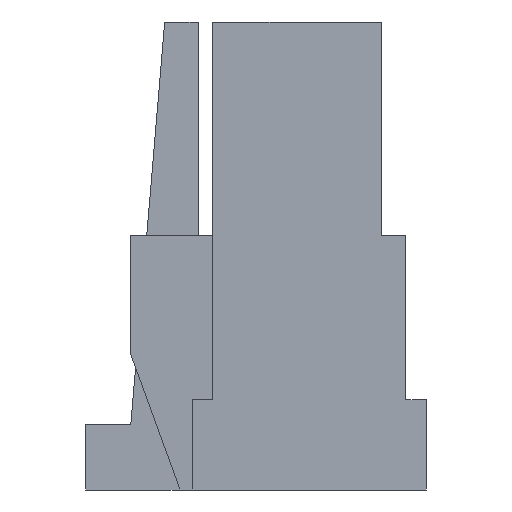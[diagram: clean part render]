
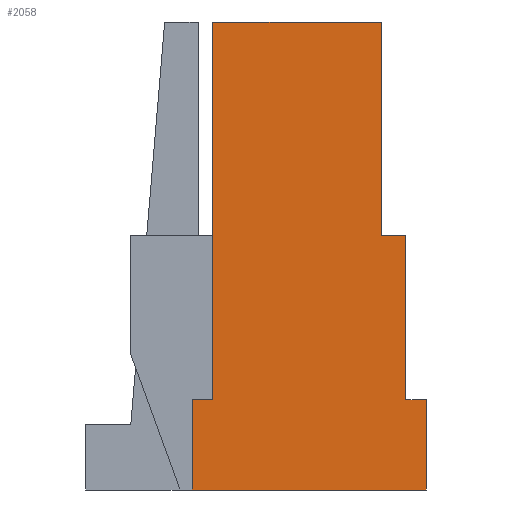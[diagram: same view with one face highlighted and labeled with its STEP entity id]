
A CAD part, left-side view. The second image highlights one B-rep face of the part: STEP entity #2058.
In plain terms, the highlighted planar face has unit normal (-1, 0, 0).
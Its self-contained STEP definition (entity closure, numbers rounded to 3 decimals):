
#22 = CARTESIAN_POINT ( 'NONE',  ( -9.958, 0.133, 6.525 ) ) ;
#25 = CARTESIAN_POINT ( 'NONE',  ( -9.958, 0.133, 7.625 ) ) ;
#30 = CARTESIAN_POINT ( 'NONE',  ( -9.958, -0.117, 12.225 ) ) ;
#48 = DIRECTION ( 'NONE',  ( 0., -1., 0. ) ) ;
#51 = CARTESIAN_POINT ( 'NONE',  ( -9.958, -1.417, 7.625 ) ) ;
#52 = DIRECTION ( 'NONE',  ( 0., -1., 0. ) ) ;
#146 = CARTESIAN_POINT ( 'NONE',  ( -9.958, -2.717, 6.525 ) ) ;
#158 = CARTESIAN_POINT ( 'NONE',  ( -9.958, -2.167, 9.625 ) ) ;
#178 = CARTESIAN_POINT ( 'NONE',  ( -9.958, -2.467, 9.625 ) ) ;
#182 = VERTEX_POINT ( 'NONE', #3311 ) ;
#183 = VERTEX_POINT ( 'NONE', #2789 ) ;
#184 = VERTEX_POINT ( 'NONE', #3310 ) ;
#193 = VERTEX_POINT ( 'NONE', #2788 ) ;
#232 = VERTEX_POINT ( 'NONE', #22 ) ;
#235 = VERTEX_POINT ( 'NONE', #25 ) ;
#240 = VERTEX_POINT ( 'NONE', #30 ) ;
#246 = LINE ( 'NONE', #623, #522 ) ;
#271 = VERTEX_POINT ( 'NONE', #146 ) ;
#283 = VERTEX_POINT ( 'NONE', #158 ) ;
#303 = VERTEX_POINT ( 'NONE', #178 ) ;
#373 = LINE ( 'NONE', #1930, #380 ) ;
#380 = VECTOR ( 'NONE', #1938, 1000. ) ;
#400 = EDGE_CURVE ( 'NONE', #303, #283, #246, .T. ) ;
#419 = EDGE_CURVE ( 'NONE', #240, #184, #555, .T. ) ;
#421 = EDGE_CURVE ( 'NONE', #182, #183, #563, .T. ) ;
#463 = EDGE_CURVE ( 'NONE', #193, #240, #373, .T. ) ;
#519 = EDGE_CURVE ( 'NONE', #184, #283, #2491, .T. ) ;
#521 = EDGE_CURVE ( 'NONE', #303, #182, #2495, .T. ) ;
#522 = VECTOR ( 'NONE', #625, 1000. ) ;
#555 = LINE ( 'NONE', #650, #562 ) ;
#562 = VECTOR ( 'NONE', #48, 1000. ) ;
#563 = LINE ( 'NONE', #51, #566 ) ;
#566 = VECTOR ( 'NONE', #52, 1000. ) ;
#623 = CARTESIAN_POINT ( 'NONE',  ( -9.958, -2.317, 9.625 ) ) ;
#625 = DIRECTION ( 'NONE',  ( 0., 1., 0. ) ) ;
#650 = CARTESIAN_POINT ( 'NONE',  ( -9.958, -1.417, 12.225 ) ) ;
#930 = EDGE_LOOP ( 'NONE', ( #1771, #1770, #1769, #1768, #1767, #1766, #1765, #1764, #1763, #1762 ) ) ;
#1038 = FACE_OUTER_BOUND ( 'NONE', #930, .T. ) ;
#1153 = AXIS2_PLACEMENT_3D ( 'NONE', #1436, #1441, #1442 ) ;
#1435 = PLANE ( 'NONE',  #1153 ) ;
#1436 = CARTESIAN_POINT ( 'NONE',  ( -9.958, -0.117, 12.225 ) ) ;
#1441 = DIRECTION ( 'NONE',  ( 1., 0., 0. ) ) ;
#1442 = DIRECTION ( 'NONE',  ( 0., -1., 0. ) ) ;
#1762 = ORIENTED_EDGE ( 'NONE', *, *, #1778, .F. ) ;
#1763 = ORIENTED_EDGE ( 'NONE', *, *, #1779, .F. ) ;
#1764 = ORIENTED_EDGE ( 'NONE', *, *, #463, .F. ) ;
#1765 = ORIENTED_EDGE ( 'NONE', *, *, #419, .F. ) ;
#1766 = ORIENTED_EDGE ( 'NONE', *, *, #519, .F. ) ;
#1767 = ORIENTED_EDGE ( 'NONE', *, *, #400, .T. ) ;
#1768 = ORIENTED_EDGE ( 'NONE', *, *, #521, .F. ) ;
#1769 = ORIENTED_EDGE ( 'NONE', *, *, #421, .F. ) ;
#1770 = ORIENTED_EDGE ( 'NONE', *, *, #1802, .T. ) ;
#1771 = ORIENTED_EDGE ( 'NONE', *, *, #1789, .T. ) ;
#1778 = EDGE_CURVE ( 'NONE', #232, #235, #2340, .T. ) ;
#1779 = EDGE_CURVE ( 'NONE', #235, #193, #2352, .T. ) ;
#1789 = EDGE_CURVE ( 'NONE', #232, #271, #2371, .T. ) ;
#1802 = EDGE_CURVE ( 'NONE', #271, #183, #2397, .T. ) ;
#1930 = CARTESIAN_POINT ( 'NONE',  ( -9.958, -0.117, 9.375 ) ) ;
#1938 = DIRECTION ( 'NONE',  ( 0., 0., 1. ) ) ;
#2058 = ADVANCED_FACE ( 'NONE', ( #1038 ), #1435, .F. ) ;
#2231 = CARTESIAN_POINT ( 'NONE',  ( -9.958, -2.717, 7.075 ) ) ;
#2232 = DIRECTION ( 'NONE',  ( 0., 0., 1. ) ) ;
#2301 = CARTESIAN_POINT ( 'NONE',  ( -9.958, 0.133, 0. ) ) ;
#2303 = CARTESIAN_POINT ( 'NONE',  ( -9.958, 0.133, 7.625 ) ) ;
#2306 = DIRECTION ( 'NONE',  ( 0., 0., 1. ) ) ;
#2308 = DIRECTION ( 'NONE',  ( 0., -1., 0. ) ) ;
#2327 = CARTESIAN_POINT ( 'NONE',  ( -9.958, -1.217, 6.525 ) ) ;
#2328 = DIRECTION ( 'NONE',  ( 0., -1., 0. ) ) ;
#2340 = LINE ( 'NONE', #2301, #2349 ) ;
#2349 = VECTOR ( 'NONE', #2306, 1000. ) ;
#2352 = LINE ( 'NONE', #2303, #2354 ) ;
#2354 = VECTOR ( 'NONE', #2308, 1000. ) ;
#2371 = LINE ( 'NONE', #2327, #2374 ) ;
#2374 = VECTOR ( 'NONE', #2328, 1000. ) ;
#2397 = LINE ( 'NONE', #2231, #2400 ) ;
#2400 = VECTOR ( 'NONE', #2232, 1000. ) ;
#2491 = LINE ( 'NONE', #2615, #2494 ) ;
#2494 = VECTOR ( 'NONE', #2617, 1000. ) ;
#2495 = LINE ( 'NONE', #2619, #2498 ) ;
#2498 = VECTOR ( 'NONE', #2621, 1000. ) ;
#2615 = CARTESIAN_POINT ( 'NONE',  ( -9.958, -2.167, 9.375 ) ) ;
#2617 = DIRECTION ( 'NONE',  ( 0., 0., -1. ) ) ;
#2619 = CARTESIAN_POINT ( 'NONE',  ( -9.958, -2.467, 9.375 ) ) ;
#2621 = DIRECTION ( 'NONE',  ( 0., 0., -1. ) ) ;
#2788 = CARTESIAN_POINT ( 'NONE',  ( -9.958, -0.117, 7.625 ) ) ;
#2789 = CARTESIAN_POINT ( 'NONE',  ( -9.958, -2.717, 7.625 ) ) ;
#3310 = CARTESIAN_POINT ( 'NONE',  ( -9.958, -2.167, 12.225 ) ) ;
#3311 = CARTESIAN_POINT ( 'NONE',  ( -9.958, -2.467, 7.625 ) ) ;
